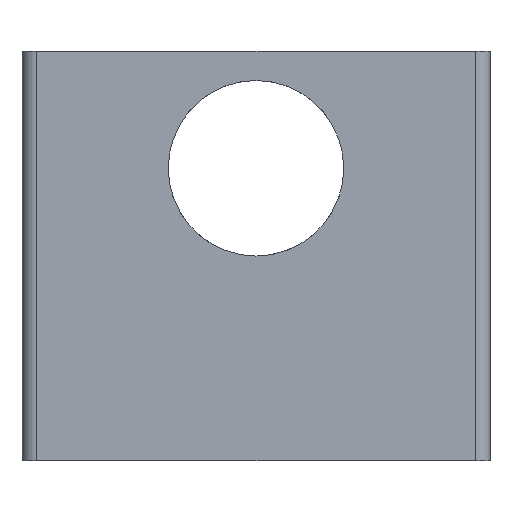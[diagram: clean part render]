
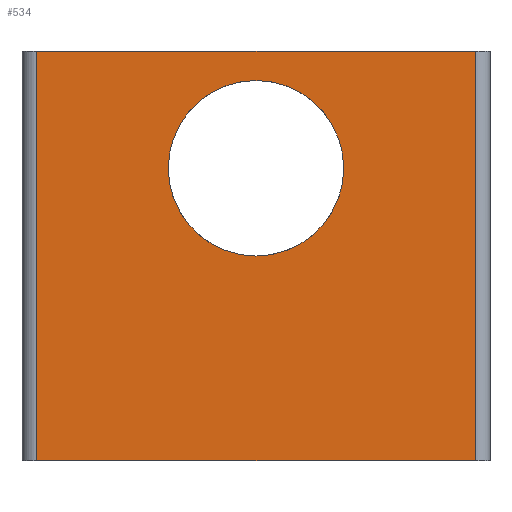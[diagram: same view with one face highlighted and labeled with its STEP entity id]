
A CAD part, left-side view. The second image highlights one B-rep face of the part: STEP entity #534.
In plain terms, the highlighted planar face has unit normal (-1, 0, 0).
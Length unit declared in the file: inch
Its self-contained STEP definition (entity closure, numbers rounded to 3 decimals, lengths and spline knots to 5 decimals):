
#26 = VECTOR ( 'NONE', #1145, 39.37008 ) ;
#51 = ORIENTED_EDGE ( 'NONE', *, *, #511, .T. ) ;
#74 = VERTEX_POINT ( 'NONE', #510 ) ;
#79 = DIRECTION ( 'NONE',  ( 0., 0., -1. ) ) ;
#123 = VERTEX_POINT ( 'NONE', #726 ) ;
#135 = CARTESIAN_POINT ( 'NONE',  ( -3.93701, 2.95276, 0. ) ) ;
#168 = LINE ( 'NONE', #704, #1012 ) ;
#180 = EDGE_CURVE ( 'NONE', #123, #754, #608, .T. ) ;
#194 = EDGE_LOOP ( 'NONE', ( #727, #51 ) ) ;
#200 = DIRECTION ( 'NONE',  ( 0., 0., 1. ) ) ;
#243 = DIRECTION ( 'NONE',  ( 0., 0., -1. ) ) ;
#296 = VERTEX_POINT ( 'NONE', #1026 ) ;
#303 = FACE_OUTER_BOUND ( 'NONE', #428, .T. ) ;
#395 = ORIENTED_EDGE ( 'NONE', *, *, #418, .F. ) ;
#397 = CARTESIAN_POINT ( 'NONE',  ( -3.93701, 0., 3.93701 ) ) ;
#418 = EDGE_CURVE ( 'NONE', #861, #754, #610, .T. ) ;
#422 = CARTESIAN_POINT ( 'NONE',  ( -3.93701, 0., 0. ) ) ;
#428 = EDGE_LOOP ( 'NONE', ( #395, #860, #1288, #1063 ) ) ;
#510 = CARTESIAN_POINT ( 'NONE',  ( -3.93701, 2.95276, 5.51181 ) ) ;
#511 = EDGE_CURVE ( 'NONE', #296, #786, #643, .T. ) ;
#534 = ADVANCED_FACE ( 'NONE', ( #629, #303 ), #1389, .T. ) ;
#567 = AXIS2_PLACEMENT_3D ( 'NONE', #422, #635, #200 ) ;
#587 = CIRCLE ( 'NONE', #800, 1.1811 ) ;
#608 = LINE ( 'NONE', #1365, #26 ) ;
#610 = LINE ( 'NONE', #1380, #692 ) ;
#629 = FACE_BOUND ( 'NONE', #194, .T. ) ;
#635 = DIRECTION ( 'NONE',  ( -1., 0., 0. ) ) ;
#643 = CIRCLE ( 'NONE', #737, 1.1811 ) ;
#683 = EDGE_CURVE ( 'NONE', #74, #123, #1098, .T. ) ;
#692 = VECTOR ( 'NONE', #1156, 39.37008 ) ;
#704 = CARTESIAN_POINT ( 'NONE',  ( -3.93701, 2.95276, 5.51181 ) ) ;
#726 = CARTESIAN_POINT ( 'NONE',  ( -3.93701, 2.95276, 0. ) ) ;
#727 = ORIENTED_EDGE ( 'NONE', *, *, #1057, .T. ) ;
#737 = AXIS2_PLACEMENT_3D ( 'NONE', #397, #1263, #79 ) ;
#754 = VERTEX_POINT ( 'NONE', #1139 ) ;
#786 = VERTEX_POINT ( 'NONE', #909 ) ;
#787 = DIRECTION ( 'NONE',  ( 1., 0., 0. ) ) ;
#800 = AXIS2_PLACEMENT_3D ( 'NONE', #803, #787, #1225 ) ;
#802 = VECTOR ( 'NONE', #243, 39.37008 ) ;
#803 = CARTESIAN_POINT ( 'NONE',  ( -3.93701, 0., 3.93701 ) ) ;
#860 = ORIENTED_EDGE ( 'NONE', *, *, #972, .F. ) ;
#861 = VERTEX_POINT ( 'NONE', #1373 ) ;
#909 = CARTESIAN_POINT ( 'NONE',  ( -3.93701, 0., 2.75591 ) ) ;
#972 = EDGE_CURVE ( 'NONE', #74, #861, #168, .T. ) ;
#1012 = VECTOR ( 'NONE', #1342, 39.37008 ) ;
#1026 = CARTESIAN_POINT ( 'NONE',  ( -3.93701, 0., 5.11811 ) ) ;
#1057 = EDGE_CURVE ( 'NONE', #786, #296, #587, .T. ) ;
#1063 = ORIENTED_EDGE ( 'NONE', *, *, #180, .T. ) ;
#1098 = LINE ( 'NONE', #135, #802 ) ;
#1139 = CARTESIAN_POINT ( 'NONE',  ( -3.93701, -2.95276, 0. ) ) ;
#1145 = DIRECTION ( 'NONE',  ( 0., -1., 0. ) ) ;
#1156 = DIRECTION ( 'NONE',  ( 0., 0., -1. ) ) ;
#1225 = DIRECTION ( 'NONE',  ( 0., 0., -1. ) ) ;
#1263 = DIRECTION ( 'NONE',  ( 1., 0., 0. ) ) ;
#1288 = ORIENTED_EDGE ( 'NONE', *, *, #683, .T. ) ;
#1342 = DIRECTION ( 'NONE',  ( 0., -1., 0. ) ) ;
#1365 = CARTESIAN_POINT ( 'NONE',  ( -3.93701, 0., 0. ) ) ;
#1373 = CARTESIAN_POINT ( 'NONE',  ( -3.93701, -2.95276, 5.51181 ) ) ;
#1380 = CARTESIAN_POINT ( 'NONE',  ( -3.93701, -2.95276, 0. ) ) ;
#1389 = PLANE ( 'NONE',  #567 ) ;
